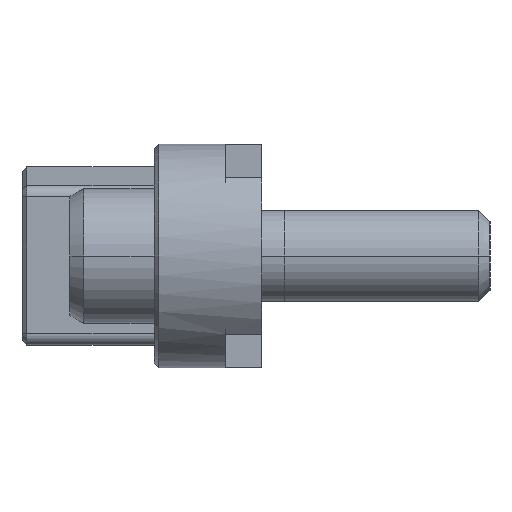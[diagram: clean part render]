
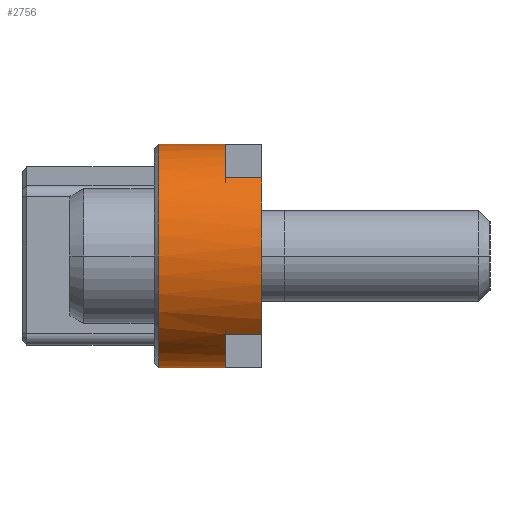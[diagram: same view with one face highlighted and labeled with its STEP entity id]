
A CAD part, left-side view. The second image highlights one B-rep face of the part: STEP entity #2756.
In plain terms, the highlighted cylindrical face has radius 2.45 mm (diameter 4.9 mm), a partial arc.
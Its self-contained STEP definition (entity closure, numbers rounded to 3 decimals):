
#42=CARTESIAN_POINT('',(-8.075,0.,0.));
#43=DIRECTION('',(0.,1.,0.));
#44=DIRECTION('',(-0.714,0.,-0.7));
#45=AXIS2_PLACEMENT_3D('',#42,#43,#44);
#434=CARTESIAN_POINT('',(-8.075,2.25,0.));
#435=DIRECTION('',(0.,1.,0.));
#436=DIRECTION('',(0.,0.,-1.));
#437=AXIS2_PLACEMENT_3D('',#434,#435,#436);
#442=CARTESIAN_POINT('',(-8.075,0.8,0.));
#443=DIRECTION('',(0.,1.,0.));
#444=DIRECTION('',(-0.714,0.,0.7));
#445=AXIS2_PLACEMENT_3D('',#442,#443,#444);
#450=DIRECTION('',(0.,1.,0.));
#451=VECTOR('',#450,0.8);
#452=CARTESIAN_POINT('',(-9.825,0.,1.715));
#453=LINE('',#452,#451);
#457=DIRECTION('',(0.,1.,0.));
#458=VECTOR('',#457,0.8);
#459=CARTESIAN_POINT('',(-9.825,0.,-1.715));
#460=LINE('',#459,#458);
#464=CARTESIAN_POINT('',(-8.075,0.8,0.));
#465=DIRECTION('',(0.,1.,0.));
#466=DIRECTION('',(0.,0.,-1.));
#467=AXIS2_PLACEMENT_3D('',#464,#465,#466);
#472=DIRECTION('',(0.,1.,0.));
#473=VECTOR('',#472,1.45);
#474=CARTESIAN_POINT('',(-8.075,0.8,-2.45));
#475=LINE('',#474,#473);
#591=DIRECTION('',(0.,1.,0.));
#592=VECTOR('',#591,1.45);
#593=CARTESIAN_POINT('',(-8.075,0.8,2.45));
#594=LINE('',#593,#592);
#2199=CARTESIAN_POINT('',(-9.825,0.,1.715));
#2200=CARTESIAN_POINT('',(-9.825,0.,-1.715));
#2201=VERTEX_POINT('',#2199);
#2202=VERTEX_POINT('',#2200);
#2203=CARTESIAN_POINT('',(-8.075,0.8,-2.45));
#2204=CARTESIAN_POINT('',(-9.825,0.8,-1.715));
#2205=VERTEX_POINT('',#2203);
#2206=VERTEX_POINT('',#2204);
#2207=CARTESIAN_POINT('',(-9.825,0.8,1.715));
#2208=CARTESIAN_POINT('',(-8.075,0.8,2.45));
#2209=VERTEX_POINT('',#2207);
#2210=VERTEX_POINT('',#2208);
#2403=CARTESIAN_POINT('',(-8.075,2.25,-2.45));
#2404=CARTESIAN_POINT('',(-8.075,2.25,2.45));
#2405=VERTEX_POINT('',#2403);
#2406=VERTEX_POINT('',#2404);
#2736=CARTESIAN_POINT('',(-8.075,0.,0.));
#2737=DIRECTION('',(0.,1.,0.));
#2738=DIRECTION('',(1.,0.,0.));
#2739=AXIS2_PLACEMENT_3D('',#2736,#2737,#2738);
#2740=CYLINDRICAL_SURFACE('',#2739,2.45);
#2742=ORIENTED_EDGE('',*,*,#2741,.T.);
#2744=ORIENTED_EDGE('',*,*,#2743,.F.);
#2745=ORIENTED_EDGE('',*,*,#2659,.F.);
#2747=ORIENTED_EDGE('',*,*,#2746,.F.);
#2748=ORIENTED_EDGE('',*,*,#2454,.F.);
#2750=ORIENTED_EDGE('',*,*,#2749,.T.);
#2751=ORIENTED_EDGE('',*,*,#2655,.F.);
#2753=ORIENTED_EDGE('',*,*,#2752,.T.);
#2754=EDGE_LOOP('',(#2742,#2744,#2745,#2747,#2748,#2750,#2751,#2753));
#2755=FACE_OUTER_BOUND('',#2754,.F.);
#2756=ADVANCED_FACE('',(#2755),#2740,.T.);
#46=CIRCLE('',#45,2.45);
#438=CIRCLE('',#437,2.45);
#446=CIRCLE('',#445,2.45);
#468=CIRCLE('',#467,2.45);
#2454=EDGE_CURVE('',#2202,#2201,#46,.T.);
#2655=EDGE_CURVE('',#2205,#2206,#468,.T.);
#2659=EDGE_CURVE('',#2209,#2210,#446,.T.);
#2741=EDGE_CURVE('',#2405,#2406,#438,.T.);
#2743=EDGE_CURVE('',#2210,#2406,#594,.T.);
#2746=EDGE_CURVE('',#2201,#2209,#453,.T.);
#2749=EDGE_CURVE('',#2202,#2206,#460,.T.);
#2752=EDGE_CURVE('',#2205,#2405,#475,.T.);
